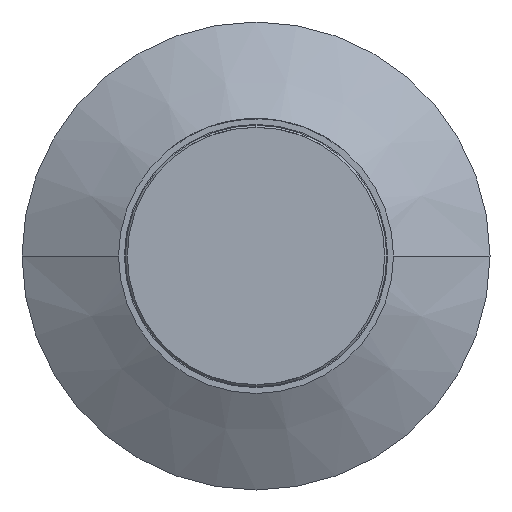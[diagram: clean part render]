
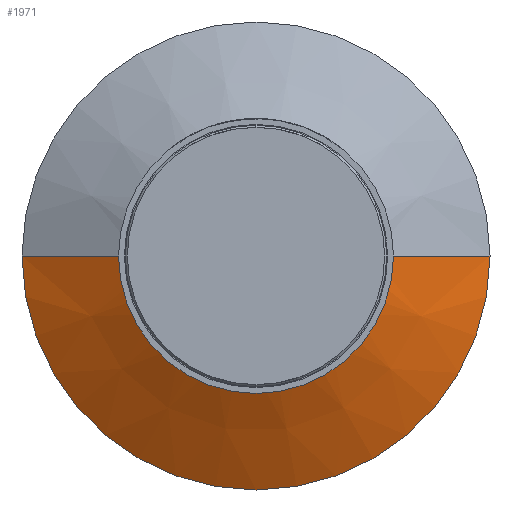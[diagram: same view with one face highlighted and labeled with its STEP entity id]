
A CAD part, front view. The second image highlights one B-rep face of the part: STEP entity #1971.
In plain terms, the highlighted conical face has half-angle 60 degrees and reference radius 2 mm.
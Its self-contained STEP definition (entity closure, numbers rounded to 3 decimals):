
#131 = CARTESIAN_POINT ( 'NONE',  ( 2., 38.1, 0. ) ) ;
#302 = CARTESIAN_POINT ( 'NONE',  ( 0., 39.255, 0. ) ) ;
#402 = FACE_OUTER_BOUND ( 'NONE', #1104, .T. ) ;
#479 = DIRECTION ( 'NONE',  ( 1., 0., 0. ) ) ;
#659 = VERTEX_POINT ( 'NONE', #1643 ) ;
#781 = CARTESIAN_POINT ( 'NONE',  ( -4., 39.255, 0. ) ) ;
#815 = DIRECTION ( 'NONE',  ( -0.866, 0.5, 0. ) ) ;
#826 = VERTEX_POINT ( 'NONE', #131 ) ;
#838 = EDGE_CURVE ( 'Defeature ausgef�hrt1_21+Defeature ausgef�hrt1_28+Defeature ausgef�hrt1_28+Defeature ausgef�hrt1_28', #826, #659, #3400, .T. ) ;
#851 = ORIENTED_EDGE ( 'NONE', *, *, #838, .T. ) ;
#1035 = AXIS2_PLACEMENT_3D ( 'NONE', #2355, #2955, #479 ) ;
#1104 = EDGE_LOOP ( 'NONE', ( #851, #2594, #1310, #1358 ) ) ;
#1203 = VERTEX_POINT ( 'NONE', #781 ) ;
#1228 = VERTEX_POINT ( 'NONE', #3842 ) ;
#1310 = ORIENTED_EDGE ( 'NONE', *, *, #2851, .F. ) ;
#1358 = ORIENTED_EDGE ( 'NONE', *, *, #3941, .F. ) ;
#1435 = CARTESIAN_POINT ( 'NONE',  ( -2., 38.1, 0. ) ) ;
#1465 = LINE ( 'NONE', #2748, #3899 ) ;
#1640 = CIRCLE ( 'NONE', #1825, 4. ) ;
#1643 = CARTESIAN_POINT ( 'NONE',  ( -2., 38.1, 0. ) ) ;
#1771 = VECTOR ( 'NONE', #815, 1000. ) ;
#1825 = AXIS2_PLACEMENT_3D ( 'NONE', #302, #3144, #3745 ) ;
#1971 = ADVANCED_FACE ( 'Defeature ausgef�hrt1_21', ( #402 ), #3050, .T. ) ;
#2355 = CARTESIAN_POINT ( 'NONE',  ( 0., 38.1, 0. ) ) ;
#2594 = ORIENTED_EDGE ( 'NONE', *, *, #3193, .T. ) ;
#2748 = CARTESIAN_POINT ( 'NONE',  ( 2., 38.1, 0. ) ) ;
#2829 = DIRECTION ( 'NONE',  ( 1., 0., 0. ) ) ;
#2844 = LINE ( 'NONE', #1435, #1771 ) ;
#2851 = EDGE_CURVE ( 'Defeature ausgef�hrt1_20+Defeature ausgef�hrt1_21+Defeature ausgef�hrt1_21+Defeature ausgef�hrt1_21', #1228, #1203, #1640, .T. ) ;
#2955 = DIRECTION ( 'NONE',  ( 0., 1., 0. ) ) ;
#3050 = CONICAL_SURFACE ( 'NONE', #4037, 2., 1.047 ) ;
#3144 = DIRECTION ( 'NONE',  ( 0., 1., 0. ) ) ;
#3193 = EDGE_CURVE ( 'NONE', #659, #1203, #2844, .T. ) ;
#3400 = CIRCLE ( 'NONE', #1035, 2. ) ;
#3745 = DIRECTION ( 'NONE',  ( 1., 0., 0. ) ) ;
#3797 = DIRECTION ( 'NONE',  ( 0., 1., 0. ) ) ;
#3822 = CARTESIAN_POINT ( 'NONE',  ( 0., 38.1, 0. ) ) ;
#3842 = CARTESIAN_POINT ( 'NONE',  ( 4., 39.255, 0. ) ) ;
#3899 = VECTOR ( 'NONE', #4018, 1000. ) ;
#3941 = EDGE_CURVE ( 'NONE', #826, #1228, #1465, .T. ) ;
#4018 = DIRECTION ( 'NONE',  ( 0.866, 0.5, 0. ) ) ;
#4037 = AXIS2_PLACEMENT_3D ( 'NONE', #3822, #3797, #2829 ) ;
